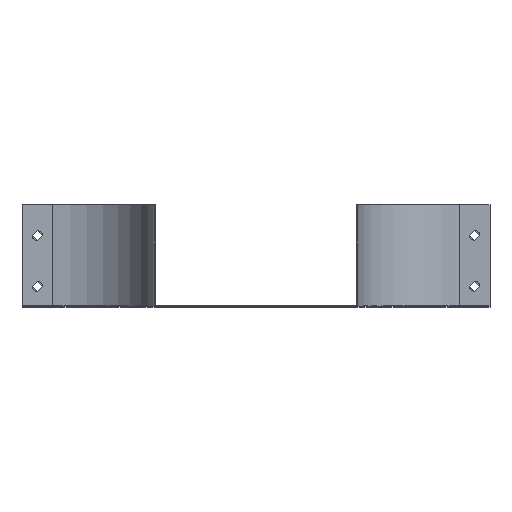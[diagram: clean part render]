
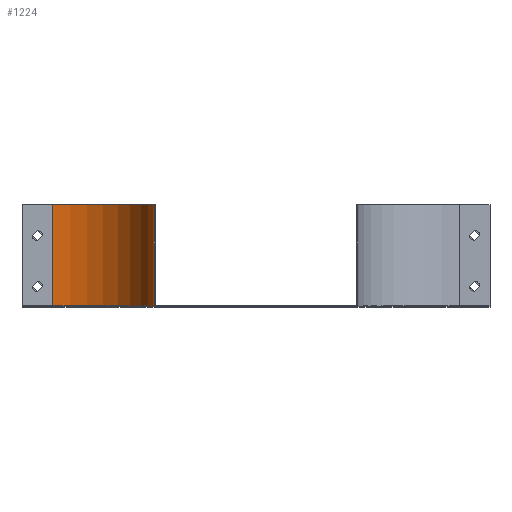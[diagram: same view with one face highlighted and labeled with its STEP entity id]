
A CAD part, top view. The second image highlights one B-rep face of the part: STEP entity #1224.
In plain terms, the highlighted cylindrical face has radius 100 mm (diameter 200 mm), a partial arc.
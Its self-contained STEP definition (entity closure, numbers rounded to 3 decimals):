
#84 = DIRECTION ( 'NONE',  ( 0., 0., -1. ) ) ;
#89 = DIRECTION ( 'NONE',  ( 0., -1., 0. ) ) ;
#91 = CARTESIAN_POINT ( 'NONE',  ( -200., 0.8, -30. ) ) ;
#396 = CARTESIAN_POINT ( 'NONE',  ( -200., 100., -130. ) ) ;
#468 = CARTESIAN_POINT ( 'NONE',  ( -100., 0., -30. ) ) ;
#490 = CARTESIAN_POINT ( 'NONE',  ( -100., 100., -30. ) ) ;
#513 = CARTESIAN_POINT ( 'NONE',  ( -200., 0., -130. ) ) ;
#667 = FACE_OUTER_BOUND ( 'NONE', #2058, .T. ) ;
#671 = CYLINDRICAL_SURFACE ( 'NONE', #1363, 100. ) ;
#898 = EDGE_CURVE ( 'NONE', #2207, #2252, #3455, .T. ) ;
#913 = EDGE_CURVE ( 'NONE', #2229, #2207, #3480, .T. ) ;
#914 = EDGE_CURVE ( 'NONE', #2135, #2229, #3479, .T. ) ;
#915 = EDGE_CURVE ( 'NONE', #2135, #2252, #3481, .T. ) ;
#1154 = AXIS2_PLACEMENT_3D ( 'NONE', #2936, #2935, #2930 ) ;
#1160 = AXIS2_PLACEMENT_3D ( 'NONE', #1932, #1969, #1914 ) ;
#1224 = ADVANCED_FACE ( 'NONE', ( #667 ), #671, .F. ) ;
#1363 = AXIS2_PLACEMENT_3D ( 'NONE', #91, #89, #84 ) ;
#1914 = DIRECTION ( 'NONE',  ( -1., 0., 0. ) ) ;
#1932 = CARTESIAN_POINT ( 'NONE',  ( -200., 100., -30. ) ) ;
#1937 = CARTESIAN_POINT ( 'NONE',  ( -200., 0.8, -130. ) ) ;
#1949 = DIRECTION ( 'NONE',  ( 0., -1., 0. ) ) ;
#1969 = DIRECTION ( 'NONE',  ( 0., -1., 0. ) ) ;
#2058 = EDGE_LOOP ( 'NONE', ( #3309, #3310, #3311, #3312 ) ) ;
#2135 = VERTEX_POINT ( 'NONE', #396 ) ;
#2207 = VERTEX_POINT ( 'NONE', #468 ) ;
#2229 = VERTEX_POINT ( 'NONE', #490 ) ;
#2252 = VERTEX_POINT ( 'NONE', #513 ) ;
#2930 = DIRECTION ( 'NONE',  ( 0., 0., 1. ) ) ;
#2935 = DIRECTION ( 'NONE',  ( 0., 1., 0. ) ) ;
#2936 = CARTESIAN_POINT ( 'NONE',  ( -200., 0., -30. ) ) ;
#2976 = CARTESIAN_POINT ( 'NONE',  ( -100., 0.8, -30. ) ) ;
#2981 = DIRECTION ( 'NONE',  ( 0., -1., 0. ) ) ;
#3309 = ORIENTED_EDGE ( 'NONE', *, *, #898, .F. ) ;
#3310 = ORIENTED_EDGE ( 'NONE', *, *, #913, .F. ) ;
#3311 = ORIENTED_EDGE ( 'NONE', *, *, #914, .F. ) ;
#3312 = ORIENTED_EDGE ( 'NONE', *, *, #915, .T. ) ;
#3455 = CIRCLE ( 'NONE', #1154, 100. ) ;
#3479 = CIRCLE ( 'NONE', #1160, 100. ) ;
#3480 = LINE ( 'NONE', #2976, #3484 ) ;
#3481 = LINE ( 'NONE', #1937, #3486 ) ;
#3484 = VECTOR ( 'NONE', #2981, 1000. ) ;
#3486 = VECTOR ( 'NONE', #1949, 1000. ) ;
